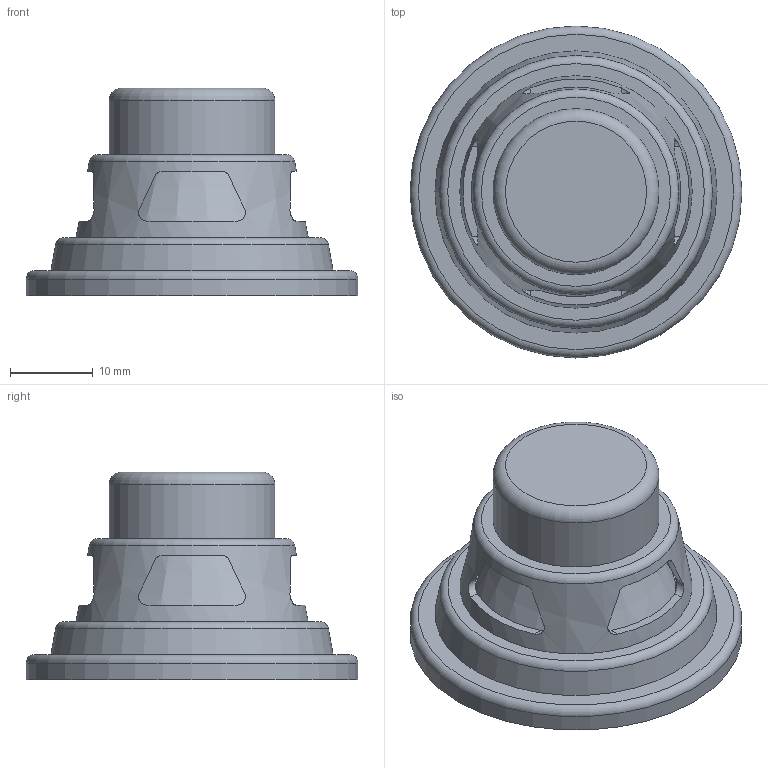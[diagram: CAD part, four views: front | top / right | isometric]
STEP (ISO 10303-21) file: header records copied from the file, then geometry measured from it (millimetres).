
FILE_DESCRIPTION(/* description */ (''),/* implementation_level */ '2;1');
FILE_NAME(/* name */ '3W 4Ohm Speaker Trumpet v1.step',/* time_stamp */ '2022-05-19T13:57:42-04:00',/* author */ (''),/* organization */ (''),/* preprocessor_version */ 'ST-DEVELOPER v18.1',/* originating_system */ 'Autodesk Translation Framework v10.14.0.1471',/* authorisation */ '');
FILE_SCHEMA (('AUTOMOTIVE_DESIGN { 1 0 10303 214 3 1 1 }'));
Length unit declared in the file: millimetre
Products named in the file (1): 3W 4Ohm Speaker Trumpet
Bounding box: 40 x 40 x 25 mm (x, y, z)
Volume: 12069.4 mm3; surface area: 10003.8 mm2
Topology: 5 solids, 5 shells, 62 faces, 143 edges, 94 vertices
Faces by surface type: plane 31, cylinder 21, torus 5, cone 4, bspline 1
Full cylindrical faces by diameter (mm): 20 x1, 29 x1, 31 x1, 36 x1, 40 x1
Entity records: 2215 total; most frequent: CARTESIAN_POINT 757, DIRECTION 299, ORIENTED_EDGE 284, EDGE_CURVE 142, AXIS2_PLACEMENT_3D 128, VERTEX_POINT 94, EDGE_LOOP 74, FACE_OUTER_BOUND 62
